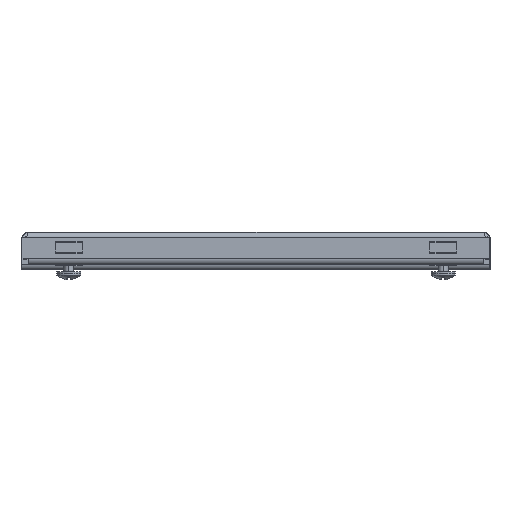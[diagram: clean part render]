
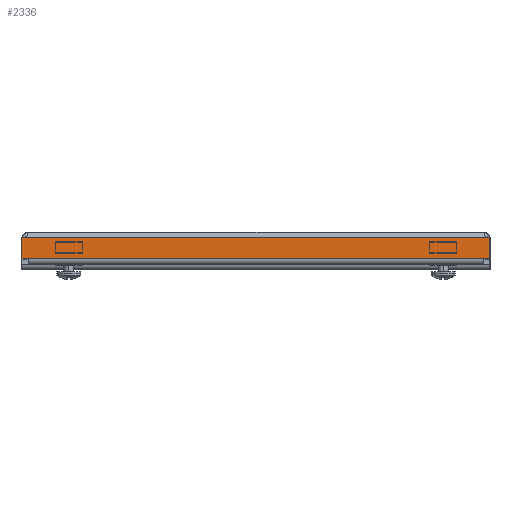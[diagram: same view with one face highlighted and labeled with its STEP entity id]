
A CAD part, left-side view. The second image highlights one B-rep face of the part: STEP entity #2336.
In plain terms, the highlighted planar face has unit normal (-1, 0, 0).
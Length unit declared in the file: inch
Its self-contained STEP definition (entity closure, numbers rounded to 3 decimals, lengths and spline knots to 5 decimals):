
#223=DIRECTION('',(0.,1.,0.));
#224=VECTOR('',#223,8.75);
#225=CARTESIAN_POINT('',(-1.2345,-4.375,-0.105));
#226=LINE('',#225,#224);
#261=DIRECTION('',(0.,0.,1.));
#262=VECTOR('',#261,0.394);
#263=CARTESIAN_POINT('',(-1.2345,4.375,-0.499));
#264=LINE('',#263,#262);
#268=DIRECTION('',(0.,0.,-1.));
#269=VECTOR('',#268,0.394);
#270=CARTESIAN_POINT('',(-1.2345,-4.375,-0.105));
#271=LINE('',#270,#269);
#275=DIRECTION('',(0.,1.,0.));
#276=VECTOR('',#275,0.115);
#277=CARTESIAN_POINT('',(-1.2345,-4.375,-0.499));
#278=LINE('',#277,#276);
#282=DIRECTION('',(0.,-1.,0.));
#283=VECTOR('',#282,0.115);
#284=CARTESIAN_POINT('',(-1.2345,4.375,-0.499));
#285=LINE('',#284,#283);
#318=DIRECTION('',(0.,1.,0.));
#319=VECTOR('',#318,8.52);
#320=CARTESIAN_POINT('',(-1.2345,-4.26,-0.499));
#321=LINE('',#320,#319);
#1875=CARTESIAN_POINT('',(-1.2345,4.375,-0.499));
#1876=CARTESIAN_POINT('',(-1.2345,4.375,-0.105));
#1877=VERTEX_POINT('',#1875);
#1878=VERTEX_POINT('',#1876);
#1879=CARTESIAN_POINT('',(-1.2345,-4.375,-0.105));
#1880=CARTESIAN_POINT('',(-1.2345,-4.375,-0.499));
#1881=VERTEX_POINT('',#1879);
#1882=VERTEX_POINT('',#1880);
#2027=CARTESIAN_POINT('',(-1.2345,4.26,-0.499));
#2028=VERTEX_POINT('',#2027);
#2029=CARTESIAN_POINT('',(-1.2345,-4.26,-0.499));
#2030=VERTEX_POINT('',#2029);
#2318=CARTESIAN_POINT('',(-1.2345,2.2409,0.));
#2319=DIRECTION('',(-1.,0.,0.));
#2320=DIRECTION('',(0.,-1.,0.));
#2321=AXIS2_PLACEMENT_3D('',#2318,#2319,#2320);
#2322=PLANE('',#2321);
#2324=ORIENTED_EDGE('',*,*,#2323,.T.);
#2325=ORIENTED_EDGE('',*,*,#2309,.F.);
#2327=ORIENTED_EDGE('',*,*,#2326,.T.);
#2329=ORIENTED_EDGE('',*,*,#2328,.T.);
#2331=ORIENTED_EDGE('',*,*,#2330,.T.);
#2333=ORIENTED_EDGE('',*,*,#2332,.F.);
#2334=EDGE_LOOP('',(#2324,#2325,#2327,#2329,#2331,#2333));
#2335=FACE_OUTER_BOUND('',#2334,.F.);
#2336=ADVANCED_FACE('',(#2335),#2322,.T.);
#2309=EDGE_CURVE('',#1881,#1878,#226,.T.);
#2323=EDGE_CURVE('',#1877,#1878,#264,.T.);
#2326=EDGE_CURVE('',#1881,#1882,#271,.T.);
#2328=EDGE_CURVE('',#1882,#2030,#278,.T.);
#2330=EDGE_CURVE('',#2030,#2028,#321,.T.);
#2332=EDGE_CURVE('',#1877,#2028,#285,.T.);
